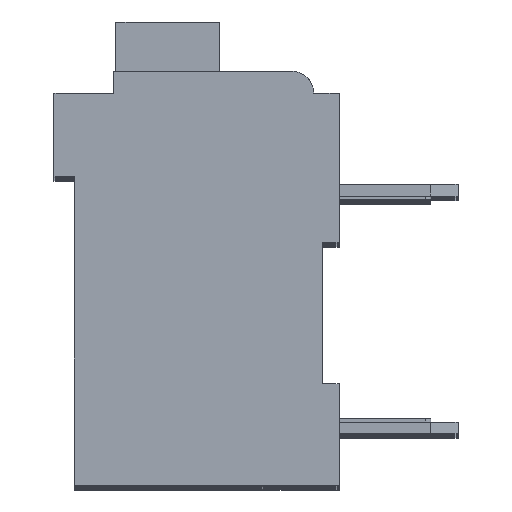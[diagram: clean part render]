
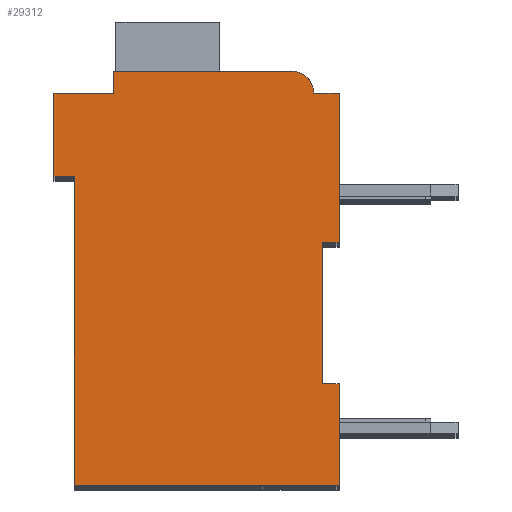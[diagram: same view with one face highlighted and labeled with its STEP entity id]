
A CAD part, top view. The second image highlights one B-rep face of the part: STEP entity #29312.
In plain terms, the highlighted planar face has unit normal (0, 0, 1).
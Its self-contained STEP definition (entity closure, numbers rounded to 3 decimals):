
#3282=DIRECTION('',(1.,0.,0.));
#3283=VECTOR('',#3282,0.5);
#3284=CARTESIAN_POINT('',(7.3,7.15,2.1));
#3285=LINE('',#3284,#3283);
#3286=DIRECTION('',(0.,1.,0.));
#3287=VECTOR('',#3286,4.15);
#3288=CARTESIAN_POINT('',(7.3,3.,2.1));
#3289=LINE('',#3288,#3287);
#3290=DIRECTION('',(-1.,0.,0.));
#3291=VECTOR('',#3290,0.5);
#3292=CARTESIAN_POINT('',(7.8,3.,2.1));
#3293=LINE('',#3292,#3291);
#3294=DIRECTION('',(0.,1.,0.));
#3295=VECTOR('',#3294,3.);
#3296=CARTESIAN_POINT('',(7.8,0.,2.1));
#3297=LINE('',#3296,#3295);
#3298=DIRECTION('',(1.,0.,0.));
#3299=VECTOR('',#3298,7.8);
#3300=CARTESIAN_POINT('',(0.,0.,2.1));
#3301=LINE('',#3300,#3299);
#3302=DIRECTION('',(0.,-1.,0.));
#3303=VECTOR('',#3302,9.1);
#3304=CARTESIAN_POINT('',(0.,9.1,2.1));
#3305=LINE('',#3304,#3303);
#3306=DIRECTION('',(1.,0.,0.));
#3307=VECTOR('',#3306,0.6);
#3308=CARTESIAN_POINT('',(-0.6,9.1,2.1));
#3309=LINE('',#3308,#3307);
#3310=DIRECTION('',(0.,-1.,0.));
#3311=VECTOR('',#3310,2.45);
#3312=CARTESIAN_POINT('',(-0.6,11.55,2.1));
#3313=LINE('',#3312,#3311);
#3314=DIRECTION('',(-1.,0.,0.));
#3315=VECTOR('',#3314,1.75);
#3316=CARTESIAN_POINT('',(1.15,11.55,2.1));
#3317=LINE('',#3316,#3315);
#3318=DIRECTION('',(0.,-1.,0.));
#3319=VECTOR('',#3318,0.65);
#3320=CARTESIAN_POINT('',(1.15,12.2,2.1));
#3321=LINE('',#3320,#3319);
#3322=DIRECTION('',(-1.,0.,0.));
#3323=VECTOR('',#3322,5.25);
#3324=CARTESIAN_POINT('',(6.4,12.2,2.1));
#3325=LINE('',#3324,#3323);
#3326=CARTESIAN_POINT('',(6.4,11.55,2.1));
#3327=DIRECTION('',(0.,0.,1.));
#3328=DIRECTION('',(1.,0.,0.));
#3329=AXIS2_PLACEMENT_3D('',#3326,#3327,#3328);
#3331=DIRECTION('',(-1.,0.,0.));
#3332=VECTOR('',#3331,0.75);
#3333=CARTESIAN_POINT('',(7.8,11.55,2.1));
#3334=LINE('',#3333,#3332);
#3335=DIRECTION('',(0.,1.,0.));
#3336=VECTOR('',#3335,4.4);
#3337=CARTESIAN_POINT('',(7.8,7.15,2.1));
#3338=LINE('',#3337,#3336);
#20363=CARTESIAN_POINT('',(7.3,7.15,2.1));
#20364=CARTESIAN_POINT('',(7.8,7.15,2.1));
#20365=VERTEX_POINT('',#20363);
#20366=VERTEX_POINT('',#20364);
#20367=CARTESIAN_POINT('',(7.8,11.55,2.1));
#20368=VERTEX_POINT('',#20367);
#20369=CARTESIAN_POINT('',(7.05,11.55,2.1));
#20370=VERTEX_POINT('',#20369);
#20371=CARTESIAN_POINT('',(6.4,12.2,2.1));
#20372=VERTEX_POINT('',#20371);
#20373=CARTESIAN_POINT('',(1.15,12.2,2.1));
#20374=VERTEX_POINT('',#20373);
#20375=CARTESIAN_POINT('',(1.15,11.55,2.1));
#20376=VERTEX_POINT('',#20375);
#20377=CARTESIAN_POINT('',(-0.6,11.55,2.1));
#20378=VERTEX_POINT('',#20377);
#20379=CARTESIAN_POINT('',(-0.6,9.1,2.1));
#20380=VERTEX_POINT('',#20379);
#20381=CARTESIAN_POINT('',(0.,9.1,2.1));
#20382=VERTEX_POINT('',#20381);
#20383=CARTESIAN_POINT('',(0.,0.,2.1));
#20384=VERTEX_POINT('',#20383);
#20385=CARTESIAN_POINT('',(7.8,0.,2.1));
#20386=VERTEX_POINT('',#20385);
#20387=CARTESIAN_POINT('',(7.8,3.,2.1));
#20388=VERTEX_POINT('',#20387);
#20389=CARTESIAN_POINT('',(7.3,3.,2.1));
#20390=VERTEX_POINT('',#20389);
#29282=CARTESIAN_POINT('',(0.,0.,2.1));
#29283=DIRECTION('',(0.,0.,1.));
#29284=DIRECTION('',(1.,0.,0.));
#29285=AXIS2_PLACEMENT_3D('',#29282,#29283,#29284);
#29286=PLANE('',#29285);
#29287=ORIENTED_EDGE('',*,*,#26772,.F.);
#29288=ORIENTED_EDGE('',*,*,#27781,.F.);
#29290=ORIENTED_EDGE('',*,*,#29289,.F.);
#29292=ORIENTED_EDGE('',*,*,#29291,.F.);
#29293=ORIENTED_EDGE('',*,*,#28777,.F.);
#29294=ORIENTED_EDGE('',*,*,#28590,.F.);
#29296=ORIENTED_EDGE('',*,*,#29295,.F.);
#29298=ORIENTED_EDGE('',*,*,#29297,.F.);
#29300=ORIENTED_EDGE('',*,*,#29299,.F.);
#29302=ORIENTED_EDGE('',*,*,#29301,.F.);
#29304=ORIENTED_EDGE('',*,*,#29303,.F.);
#29306=ORIENTED_EDGE('',*,*,#29305,.F.);
#29308=ORIENTED_EDGE('',*,*,#29307,.F.);
#29309=ORIENTED_EDGE('',*,*,#27317,.F.);
#29310=EDGE_LOOP('',(#29287,#29288,#29290,#29292,#29293,#29294,#29296,#29298,
#29300,#29302,#29304,#29306,#29308,#29309));
#29311=FACE_OUTER_BOUND('',#29310,.F.);
#3330=CIRCLE('',#3329,0.65);
#26772=EDGE_CURVE('',#20365,#20366,#3285,.T.);
#27317=EDGE_CURVE('',#20366,#20368,#3338,.T.);
#27781=EDGE_CURVE('',#20390,#20365,#3289,.T.);
#28590=EDGE_CURVE('',#20382,#20384,#3305,.T.);
#28777=EDGE_CURVE('',#20384,#20386,#3301,.T.);
#29289=EDGE_CURVE('',#20388,#20390,#3293,.T.);
#29291=EDGE_CURVE('',#20386,#20388,#3297,.T.);
#29295=EDGE_CURVE('',#20380,#20382,#3309,.T.);
#29297=EDGE_CURVE('',#20378,#20380,#3313,.T.);
#29299=EDGE_CURVE('',#20376,#20378,#3317,.T.);
#29301=EDGE_CURVE('',#20374,#20376,#3321,.T.);
#29303=EDGE_CURVE('',#20372,#20374,#3325,.T.);
#29305=EDGE_CURVE('',#20370,#20372,#3330,.T.);
#29307=EDGE_CURVE('',#20368,#20370,#3334,.T.);
#29312=ADVANCED_FACE('',(#29311),#29286,.T.);
